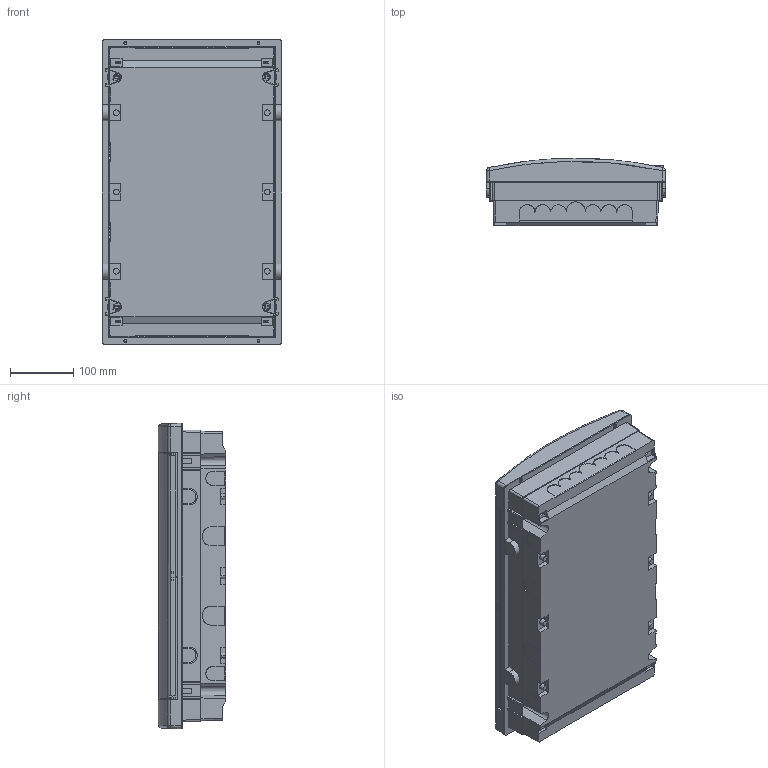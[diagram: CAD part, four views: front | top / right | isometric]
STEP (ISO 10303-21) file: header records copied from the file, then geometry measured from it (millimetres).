
FILE_DESCRIPTION((''),'2;1');
FILE_NAME('001101304_3DFILE_ASM','2024-08-12T14:08:13',('klemen.sitar'),('Audax d.o.o.'),'CREO PARAMETRIC BY PTC INC, 2021304','CREO PARAMETRIC BY PTC INC, 2021304','');
FILE_SCHEMA(('AP242_MANAGED_MODEL_BASED_3D_ENGINEERING_MIM_LF { 1 0 10303 442 1 1 4 }'));
Products named in the file (11): DNO_TROREDNE_KUTIJE_1; VRATA_TROREDNE_TABLE_1_2_1; U36C_1_ASM_1_ASM; U36C_ASM_1_ASM; ECM_36_PO_ASM; FRONT_ECM_36_1; ETI_LOGO_1_2_3_4_5_1; ETI_LOGO_1_2_3_4_5_2; ETI_LOGO_1_2_3_4_5_3; ETI_LOGO_1_2_3_4_5_ASM; 001101304_3DFILE_ASM
Assembly tree (10 placements, depth 5):
  001101304_3DFILE_ASM
    ECM_36_PO_ASM
      U36C_ASM_1_ASM
        U36C_1_ASM_1_ASM
          DNO_TROREDNE_KUTIJE_1
          VRATA_TROREDNE_TABLE_1_2_1
    FRONT_ECM_36_1
    ETI_LOGO_1_2_3_4_5_ASM
      ETI_LOGO_1_2_3_4_5_1
      ETI_LOGO_1_2_3_4_5_2
      ETI_LOGO_1_2_3_4_5_3
Bounding box: 283.57 x 105.8 x 481.8 mm (x, y, z)
Volume: 939545.5 mm3; surface area: 975113.9 mm2
Topology: 6 solids, 6 shells, 2483 faces, 7335 edges, 4884 vertices
Faces by surface type: plane 1627, cylinder 746, cone 86, torus 8, sphere 8, extrusion 4, bspline 4
Entity records: 125426 total; most frequent: CARTESIAN_POINT 17153, ORIENTED_EDGE 14654, DIRECTION 13929, PRESENTATION_STYLE_ASSIGNMENT 9820, STYLED_ITEM 9820, CURVE_STYLE 7331, EDGE_CURVE 7327, VECTOR 5001
